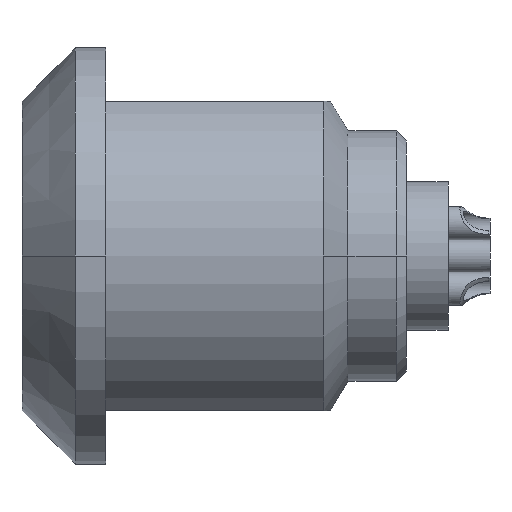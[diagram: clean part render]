
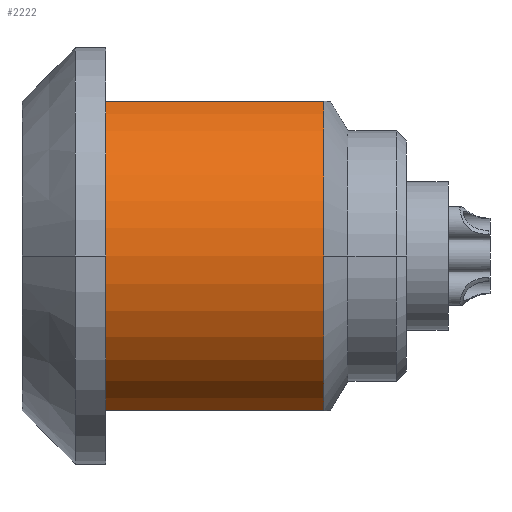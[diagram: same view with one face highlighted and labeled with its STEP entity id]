
A CAD part, front view. The second image highlights one B-rep face of the part: STEP entity #2222.
In plain terms, the highlighted cylindrical face has radius 10 mm (diameter 20 mm), a partial arc.
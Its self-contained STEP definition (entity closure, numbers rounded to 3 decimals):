
#162=CARTESIAN_POINT('',(1.057,-3.8,-9.25));
#599=CARTESIAN_POINT('',(1.057,0.,0.));
#600=DIRECTION('',(1.,0.,0.));
#601=DIRECTION('',(0.,-0.38,0.925));
#602=AXIS2_PLACEMENT_3D('',#599,#600,#601);
#604=CARTESIAN_POINT('',(1.057,0.,0.));
#605=DIRECTION('',(-1.,0.,0.));
#606=DIRECTION('',(0.,-0.38,-0.925));
#607=AXIS2_PLACEMENT_3D('',#604,#605,#606);
#609=DIRECTION('',(1.,0.,0.));
#610=VECTOR('',#609,13.057);
#611=CARTESIAN_POINT('',(-12.,-3.8,-9.25));
#612=LINE('',#611,#610);
#613=CARTESIAN_POINT('',(-12.,0.,0.));
#614=DIRECTION('',(-1.,0.,0.));
#615=DIRECTION('',(0.,-0.38,-0.925));
#616=AXIS2_PLACEMENT_3D('',#613,#614,#615);
#618=DIRECTION('',(1.,0.,0.));
#619=VECTOR('',#618,13.057);
#620=CARTESIAN_POINT('',(-12.,-3.8,9.25));
#621=LINE('',#620,#619);
#637=CARTESIAN_POINT('',(1.057,-3.8,9.25));
#1400=CARTESIAN_POINT('',(1.057,-10.,0.));
#1402=VERTEX_POINT('',#1400);
#1415=CARTESIAN_POINT('',(-12.,-3.8,-9.25));
#1417=VERTEX_POINT('',#1415);
#1419=CARTESIAN_POINT('',(-12.,-3.8,9.25));
#1421=VERTEX_POINT('',#1419);
#1424=VERTEX_POINT('',#637);
#1425=VERTEX_POINT('',#162);
#2208=CARTESIAN_POINT('',(-18.15,0.,0.));
#2209=DIRECTION('',(1.,0.,0.));
#2210=DIRECTION('',(0.,-1.,0.));
#2211=AXIS2_PLACEMENT_3D('',#2208,#2209,#2210);
#2212=CYLINDRICAL_SURFACE('',#2211,10.);
#2214=ORIENTED_EDGE('',*,*,#2213,.T.);
#2215=ORIENTED_EDGE('',*,*,#1664,.F.);
#2216=ORIENTED_EDGE('',*,*,#1683,.F.);
#2217=ORIENTED_EDGE('',*,*,#1706,.T.);
#2219=ORIENTED_EDGE('',*,*,#2218,.T.);
#2220=EDGE_LOOP('',(#2214,#2215,#2216,#2217,#2219));
#2221=FACE_OUTER_BOUND('',#2220,.F.);
#2222=ADVANCED_FACE('',(#2221),#2212,.T.);
#603=CIRCLE('',#602,10.);
#608=CIRCLE('',#607,10.);
#617=CIRCLE('',#616,10.);
#1664=EDGE_CURVE('',#1425,#1402,#608,.T.);
#1683=EDGE_CURVE('',#1417,#1425,#612,.T.);
#1706=EDGE_CURVE('',#1417,#1421,#617,.T.);
#2213=EDGE_CURVE('',#1424,#1402,#603,.T.);
#2218=EDGE_CURVE('',#1421,#1424,#621,.T.);
